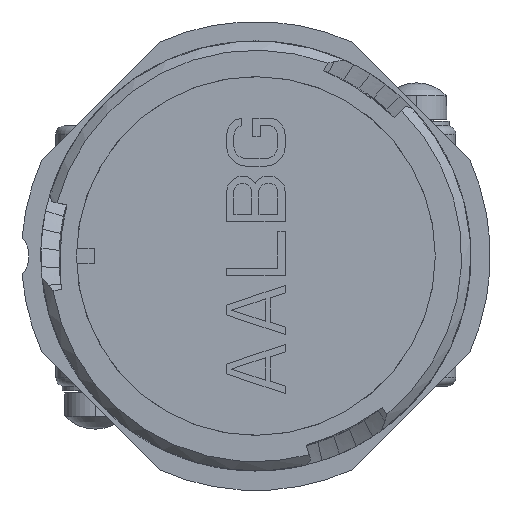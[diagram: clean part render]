
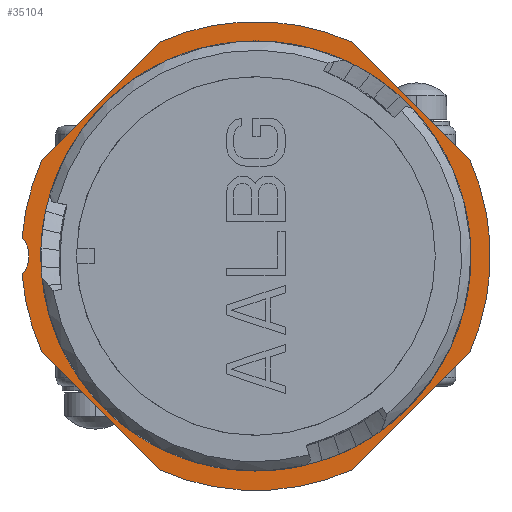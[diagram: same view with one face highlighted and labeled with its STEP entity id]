
A CAD part, left-side view. The second image highlights one B-rep face of the part: STEP entity #35104.
In plain terms, the highlighted planar face has unit normal (-1, 0, 0).
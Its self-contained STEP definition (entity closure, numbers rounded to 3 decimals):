
#596=CARTESIAN_POINT('',(20.6,0.,0.));
#597=DIRECTION('',(1.,0.,0.));
#598=DIRECTION('',(0.,1.,0.));
#599=AXIS2_PLACEMENT_3D('',#596,#597,#598);
#1611=CARTESIAN_POINT('',(20.6,0.,0.));
#1612=DIRECTION('',(-1.,0.,0.));
#1613=DIRECTION('',(0.,1.,0.));
#1614=AXIS2_PLACEMENT_3D('',#1611,#1612,#1613);
#2965=DIRECTION('',(0.,-0.707,0.707));
#2966=VECTOR('',#2965,18.029);
#2967=CARTESIAN_POINT('',(20.6,23.203,10.455));
#2968=LINE('1857',#2967,#2966);
#2969=CARTESIAN_POINT('',(20.6,0.,0.));
#2970=DIRECTION('',(-1.,0.,0.));
#2971=DIRECTION('',(0.,0.063,0.998));
#2972=AXIS2_PLACEMENT_3D('',#2969,#2970,#2971);
#2974=DIRECTION('',(0.,-1.,0.));
#2975=VECTOR('',#2974,3.189);
#2976=CARTESIAN_POINT('',(20.6,1.595,25.4));
#2977=LINE('1882',#2976,#2975);
#2978=CARTESIAN_POINT('',(20.6,0.,0.));
#2979=DIRECTION('',(-1.,0.,0.));
#2980=DIRECTION('',(0.,-0.411,0.912));
#2981=AXIS2_PLACEMENT_3D('',#2978,#2979,#2980);
#2983=DIRECTION('',(0.,-0.707,-0.707));
#2984=VECTOR('',#2983,18.029);
#2985=CARTESIAN_POINT('',(20.6,-10.455,23.203));
#2986=LINE('1860',#2985,#2984);
#2987=CARTESIAN_POINT('',(20.6,0.,0.));
#2988=DIRECTION('',(-1.,0.,0.));
#2989=DIRECTION('',(0.,-0.998,0.063));
#2990=AXIS2_PLACEMENT_3D('',#2987,#2988,#2989);
#2992=DIRECTION('',(0.,0.,-1.));
#2993=VECTOR('',#2992,3.189);
#2994=CARTESIAN_POINT('',(20.6,-25.4,1.595));
#2995=LINE('1881',#2994,#2993);
#2996=CARTESIAN_POINT('',(20.6,0.,0.));
#2997=DIRECTION('',(-1.,0.,0.));
#2998=DIRECTION('',(0.,-0.912,-0.411));
#2999=AXIS2_PLACEMENT_3D('',#2996,#2997,#2998);
#3001=DIRECTION('',(0.,0.707,-0.707));
#3002=VECTOR('',#3001,18.029);
#3003=CARTESIAN_POINT('',(20.6,-23.203,-10.455));
#3004=LINE('1863',#3003,#3002);
#3005=CARTESIAN_POINT('',(20.6,0.,0.));
#3006=DIRECTION('',(-1.,0.,0.));
#3007=DIRECTION('',(0.,-0.063,-0.998));
#3008=AXIS2_PLACEMENT_3D('',#3005,#3006,#3007);
#3010=DIRECTION('',(0.,1.,0.));
#3011=VECTOR('',#3010,3.189);
#3012=CARTESIAN_POINT('',(20.6,-1.595,-25.4));
#3013=LINE('1880',#3012,#3011);
#3014=CARTESIAN_POINT('',(20.6,0.,0.));
#3015=DIRECTION('',(-1.,0.,0.));
#3016=DIRECTION('',(0.,0.411,-0.912));
#3017=AXIS2_PLACEMENT_3D('',#3014,#3015,#3016);
#3019=DIRECTION('',(0.,0.707,0.707));
#3020=VECTOR('',#3019,18.029);
#3021=CARTESIAN_POINT('',(20.6,10.455,-23.203));
#3022=LINE('1866',#3021,#3020);
#3023=CARTESIAN_POINT('',(20.6,0.,0.));
#3024=DIRECTION('',(-1.,0.,0.));
#3025=DIRECTION('',(0.,0.997,-0.08));
#3026=AXIS2_PLACEMENT_3D('',#3023,#3024,#3025);
#3028=CARTESIAN_POINT('',(20.6,27.82,0.));
#3029=DIRECTION('',(-1.,0.,0.));
#3030=DIRECTION('',(0.,-0.771,-0.637));
#3031=AXIS2_PLACEMENT_3D('',#3028,#3029,#3030);
#3033=CARTESIAN_POINT('',(20.6,0.,0.));
#3034=DIRECTION('',(-1.,0.,0.));
#3035=DIRECTION('',(0.,0.912,0.411));
#3036=AXIS2_PLACEMENT_3D('',#3033,#3034,#3035);
#24802=CARTESIAN_POINT('',(20.6,23.34,0.));
#24803=CARTESIAN_POINT('',(20.6,-23.34,0.));
#24804=VERTEX_POINT('',#24802);
#24805=VERTEX_POINT('',#24803);
#25340=CARTESIAN_POINT('',(20.6,23.203,10.455));
#25341=CARTESIAN_POINT('',(20.6,10.455,23.203));
#25342=VERTEX_POINT('',#25340);
#25343=VERTEX_POINT('',#25341);
#25344=CARTESIAN_POINT('',(20.6,-10.455,23.203));
#25345=CARTESIAN_POINT('',(20.6,-1.595,25.4));
#25346=VERTEX_POINT('',#25344);
#25347=VERTEX_POINT('',#25345);
#25348=CARTESIAN_POINT('',(20.6,1.595,25.4));
#25349=VERTEX_POINT('',#25348);
#25350=CARTESIAN_POINT('',(20.6,-23.203,10.455));
#25351=VERTEX_POINT('',#25350);
#25352=CARTESIAN_POINT('',(20.6,-23.203,-10.455));
#25353=CARTESIAN_POINT('',(20.6,-25.4,-1.595));
#25354=VERTEX_POINT('',#25352);
#25355=VERTEX_POINT('',#25353);
#25356=CARTESIAN_POINT('',(20.6,-25.4,1.595));
#25357=VERTEX_POINT('',#25356);
#25358=CARTESIAN_POINT('',(20.6,-10.455,-23.203));
#25359=VERTEX_POINT('',#25358);
#25360=CARTESIAN_POINT('',(20.6,10.455,-23.203));
#25361=CARTESIAN_POINT('',(20.6,1.595,-25.4));
#25362=VERTEX_POINT('',#25360);
#25363=VERTEX_POINT('',#25361);
#25364=CARTESIAN_POINT('',(20.6,-1.595,-25.4));
#25365=VERTEX_POINT('',#25364);
#25366=CARTESIAN_POINT('',(20.6,23.203,-10.455));
#25367=VERTEX_POINT('',#25366);
#25368=CARTESIAN_POINT('',(20.6,25.369,2.026));
#25369=VERTEX_POINT('',#25368);
#25370=CARTESIAN_POINT('',(20.6,25.369,-2.026));
#25371=VERTEX_POINT('',#25370);
#35061=CARTESIAN_POINT('',(20.6,0.,0.));
#35062=DIRECTION('',(1.,0.,0.));
#35063=DIRECTION('',(0.,-1.,0.));
#35064=AXIS2_PLACEMENT_3D('',#35061,#35062,#35063);
#35065=PLANE('248',#35064);
#35067=ORIENTED_EDGE('1857',*,*,#35066,.T.);
#35069=ORIENTED_EDGE('1859',*,*,#35068,.F.);
#35071=ORIENTED_EDGE('1882',*,*,#35070,.T.);
#35073=ORIENTED_EDGE('1858',*,*,#35072,.F.);
#35075=ORIENTED_EDGE('1860',*,*,#35074,.T.);
#35077=ORIENTED_EDGE('1862',*,*,#35076,.F.);
#35079=ORIENTED_EDGE('1881',*,*,#35078,.T.);
#35081=ORIENTED_EDGE('1861',*,*,#35080,.F.);
#35083=ORIENTED_EDGE('1863',*,*,#35082,.T.);
#35085=ORIENTED_EDGE('1865',*,*,#35084,.F.);
#35087=ORIENTED_EDGE('1880',*,*,#35086,.T.);
#35089=ORIENTED_EDGE('1864',*,*,#35088,.F.);
#35091=ORIENTED_EDGE('1866',*,*,#35090,.T.);
#35093=ORIENTED_EDGE('1868',*,*,#35092,.F.);
#35095=ORIENTED_EDGE('1884',*,*,#35094,.T.);
#35097=ORIENTED_EDGE('1867',*,*,#35096,.F.);
#35098=EDGE_LOOP('248',(#35067,#35069,#35071,#35073,#35075,#35077,#35079,#35081,
#35083,#35085,#35087,#35089,#35091,#35093,#35095,#35097));
#35099=FACE_OUTER_BOUND('248',#35098,.F.);
#35100=ORIENTED_EDGE('1271',*,*,#31096,.T.);
#35101=ORIENTED_EDGE('1270',*,*,#28143,.F.);
#35102=EDGE_LOOP('248',(#35100,#35101));
#35103=FACE_BOUND('248',#35102,.F.);
#600=CIRCLE('1270',#599,23.34);
#1615=CIRCLE('1271',#1614,23.34);
#2973=CIRCLE('1859',#2972,25.45);
#2982=CIRCLE('1858',#2981,25.45);
#2991=CIRCLE('1862',#2990,25.45);
#3000=CIRCLE('1861',#2999,25.45);
#3009=CIRCLE('1865',#3008,25.45);
#3018=CIRCLE('1864',#3017,25.45);
#3027=CIRCLE('1868',#3026,25.45);
#3032=CIRCLE('1884',#3031,3.18);
#3037=CIRCLE('1867',#3036,25.45);
#28143=EDGE_CURVE('1270',#24804,#24805,#600,.T.);
#31096=EDGE_CURVE('1271',#24804,#24805,#1615,.T.);
#35066=EDGE_CURVE('1857',#25342,#25343,#2968,.T.);
#35068=EDGE_CURVE('1859',#25349,#25343,#2973,.T.);
#35070=EDGE_CURVE('1882',#25349,#25347,#2977,.T.);
#35072=EDGE_CURVE('1858',#25346,#25347,#2982,.T.);
#35074=EDGE_CURVE('1860',#25346,#25351,#2986,.T.);
#35076=EDGE_CURVE('1862',#25357,#25351,#2991,.T.);
#35078=EDGE_CURVE('1881',#25357,#25355,#2995,.T.);
#35080=EDGE_CURVE('1861',#25354,#25355,#3000,.T.);
#35082=EDGE_CURVE('1863',#25354,#25359,#3004,.T.);
#35084=EDGE_CURVE('1865',#25365,#25359,#3009,.T.);
#35086=EDGE_CURVE('1880',#25365,#25363,#3013,.T.);
#35088=EDGE_CURVE('1864',#25362,#25363,#3018,.T.);
#35090=EDGE_CURVE('1866',#25362,#25367,#3022,.T.);
#35092=EDGE_CURVE('1868',#25371,#25367,#3027,.T.);
#35094=EDGE_CURVE('1884',#25371,#25369,#3032,.T.);
#35096=EDGE_CURVE('1867',#25342,#25369,#3037,.T.);
#35104=ADVANCED_FACE('248',(#35099,#35103),#35065,.F.);
